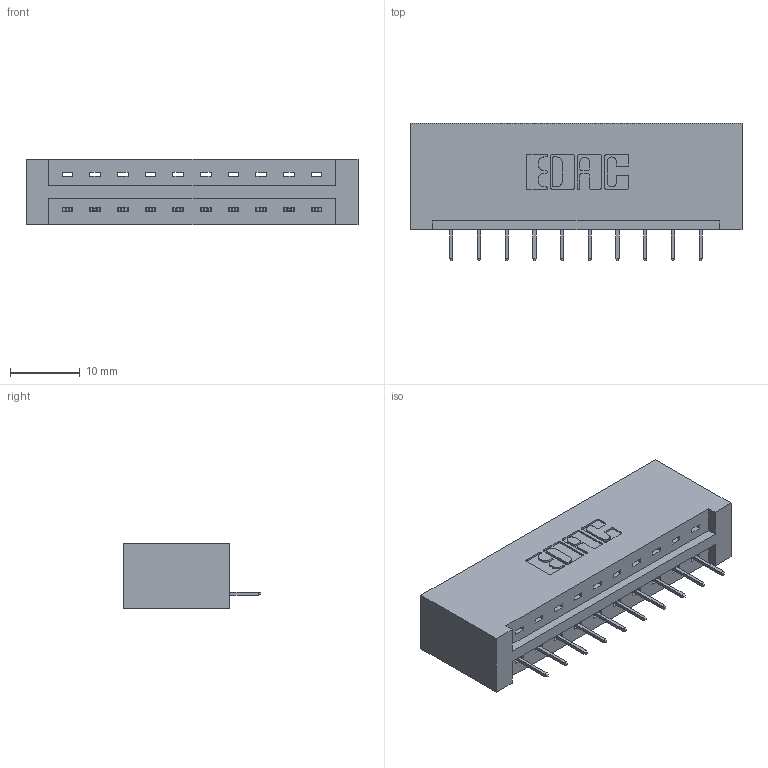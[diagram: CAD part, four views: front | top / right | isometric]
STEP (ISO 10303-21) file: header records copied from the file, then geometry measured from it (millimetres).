
FILE_DESCRIPTION (( 'STEP AP203' ), '1' );
FILE_NAME ('387-010-524-101.STEP', '2018-09-10T06:50:40', ( '' ), ( '' ), 'SwSTEP 2.0', 'SolidWorks 2016', '' );
FILE_SCHEMA (( 'CONFIG_CONTROL_DESIGN' ));
Length unit declared in the file: inch
Products named in the file (3): 345-292-001_345-293-124; 387-010-524-101; 337 Part_No Mounting Lugs
Assembly tree (11 placements, depth 2):
  387-010-524-101
    337 Part_No Mounting Lugs
    345-292-001_345-293-124  x10
Bounding box: 47.5 x 19.69 x 9.4 mm (x, y, z)
Volume: 5235.4 mm3; surface area: 5074.9 mm2
Topology: 11 solids, 11 shells, 766 faces, 2207 edges, 1430 vertices
Faces by surface type: plane 586, cylinder 180
Entity records: 11369 total; most frequent: CARTESIAN_POINT 1984, ORIENTED_EDGE 1930, DIRECTION 1729, EDGE_CURVE 965, LINE 849, VECTOR 849, VERTEX_POINT 638, AXIS2_PLACEMENT_3D 440
